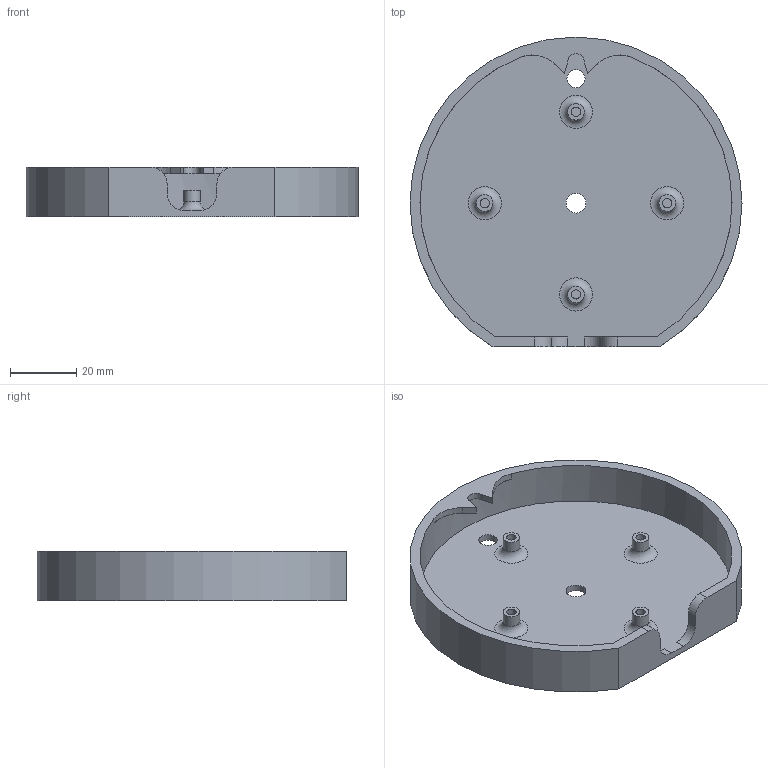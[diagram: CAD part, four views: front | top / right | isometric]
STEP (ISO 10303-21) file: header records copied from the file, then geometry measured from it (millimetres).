
FILE_DESCRIPTION(/* description */ (''),/* implementation_level */ '2;1');
FILE_NAME(/* name */ 'Target case.step',/* time_stamp */ '2020-11-24T15:15:33+01:00',/* author */ (''),/* organization */ (''),/* preprocessor_version */ 'ST-DEVELOPER v18.1',/* originating_system */ 'Autodesk Translation Framework v9.3.0.1241',/* authorisation */ '');
FILE_SCHEMA (('AUTOMOTIVE_DESIGN { 1 0 10303 214 3 1 1 }'));
Length unit declared in the file: millimetre
Products named in the file (1): Target case
Bounding box: 100 x 93.3 x 15 mm (x, y, z)
Volume: 26969.4 mm3; surface area: 24110.5 mm2
Topology: 1 solids, 1 shells, 44 faces, 102 edges, 68 vertices
Faces by surface type: plane 21, cylinder 19, torus 4
Full cylindrical faces by diameter (mm): 2.8 x4, 5 x4, 5.5 x1, 6 x1
Entity records: 1319 total; most frequent: DIRECTION 244, CARTESIAN_POINT 215, ORIENTED_EDGE 204, EDGE_CURVE 102, AXIS2_PLACEMENT_3D 97, VERTEX_POINT 68, EDGE_LOOP 56, CIRCLE 52
